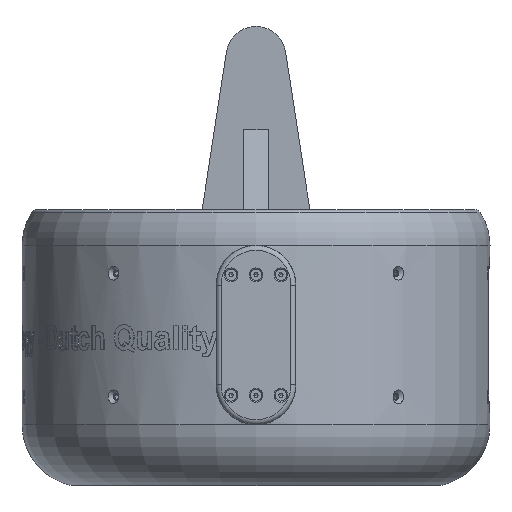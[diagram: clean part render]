
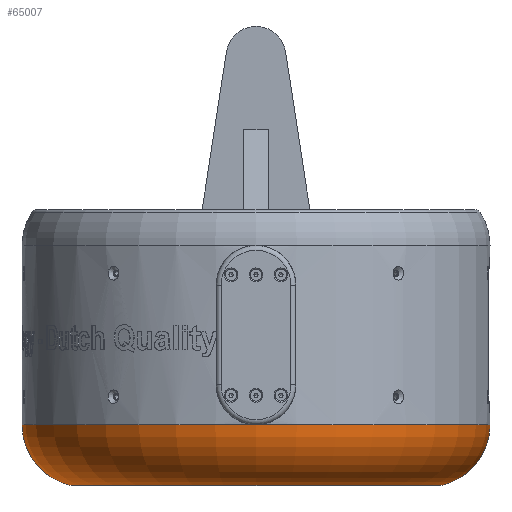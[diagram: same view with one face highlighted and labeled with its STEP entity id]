
A CAD part, front view. The second image highlights one B-rep face of the part: STEP entity #65007.
In plain terms, the highlighted toroidal (fillet/blend) face has major radius 172.594 mm and minor radius 62.406 mm.
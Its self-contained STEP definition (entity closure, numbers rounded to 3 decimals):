
#4070 = CARTESIAN_POINT ( 'NONE',  ( 0., -366.073, -90. ) ) ;
#5076 = ORIENTED_EDGE ( 'NONE', *, *, #90435, .T. ) ;
#5911 = CARTESIAN_POINT ( 'NONE',  ( 185.766, -366.073, -151. ) ) ;
#9322 = DIRECTION ( 'NONE',  ( 0., 0., 1. ) ) ;
#10439 = VERTEX_POINT ( 'NONE', #22423 ) ;
#11760 = VERTEX_POINT ( 'NONE', #46470 ) ;
#20529 = ORIENTED_EDGE ( 'NONE', *, *, #105169, .T. ) ;
#21481 = DIRECTION ( 'NONE',  ( 0., 0., -1. ) ) ;
#22024 = CIRCLE ( 'NONE', #81515, 235. ) ;
#22423 = CARTESIAN_POINT ( 'NONE',  ( -0.001, -131.073, -90. ) ) ;
#24268 = CIRCLE ( 'NONE', #85397, 235. ) ;
#27230 = DIRECTION ( 'NONE',  ( -1., 0., 0. ) ) ;
#30053 = DIRECTION ( 'NONE',  ( 1., 0., 0. ) ) ;
#34635 = CIRCLE ( 'NONE', #94048, 185.766 ) ;
#36300 = VERTEX_POINT ( 'NONE', #90393 ) ;
#42273 = ORIENTED_EDGE ( 'NONE', *, *, #92168, .T. ) ;
#43199 = DIRECTION ( 'NONE',  ( 0., 0., -1. ) ) ;
#44340 = AXIS2_PLACEMENT_3D ( 'NONE', #87920, #78877, #79930 ) ;
#46470 = CARTESIAN_POINT ( 'NONE',  ( 0., -131.073, -90. ) ) ;
#49674 = CARTESIAN_POINT ( 'NONE',  ( 0., -366.073, -151. ) ) ;
#51066 = ORIENTED_EDGE ( 'NONE', *, *, #98947, .T. ) ;
#51953 = DIRECTION ( 'NONE',  ( 0., 0., 1. ) ) ;
#64638 = TOROIDAL_SURFACE ( 'NONE', #84952, 172.594, 62.406 ) ;
#65007 = ADVANCED_FACE ( 'NONE', ( #102886, #78432 ), #64638, .T. ) ;
#77862 = DIRECTION ( 'NONE',  ( -1., 0., 0. ) ) ;
#78432 = FACE_OUTER_BOUND ( 'NONE', #92024, .T. ) ;
#78877 = DIRECTION ( 'NONE',  ( 0., 0., -1. ) ) ;
#79930 = DIRECTION ( 'NONE',  ( -1., 0., 0. ) ) ;
#81515 = AXIS2_PLACEMENT_3D ( 'NONE', #84648, #43199, #27230 ) ;
#82102 = DIRECTION ( 'NONE',  ( 1., 0., 0. ) ) ;
#84648 = CARTESIAN_POINT ( 'NONE',  ( 0., -366.073, -90. ) ) ;
#84952 = AXIS2_PLACEMENT_3D ( 'NONE', #85922, #51953, #30053 ) ;
#85397 = AXIS2_PLACEMENT_3D ( 'NONE', #4070, #21481, #77862 ) ;
#85922 = CARTESIAN_POINT ( 'NONE',  ( 0., -366.073, -90. ) ) ;
#86662 = VERTEX_POINT ( 'NONE', #5911 ) ;
#87920 = CARTESIAN_POINT ( 'NONE',  ( 0., -366.073, -90. ) ) ;
#90181 = CIRCLE ( 'NONE', #44340, 235. ) ;
#90393 = CARTESIAN_POINT ( 'NONE',  ( 0., -601.073, -90. ) ) ;
#90435 = EDGE_CURVE ( 'NONE', #10439, #11760, #22024, .T. ) ;
#90460 = EDGE_LOOP ( 'NONE', ( #51066, #42273, #5076 ) ) ;
#92024 = EDGE_LOOP ( 'NONE', ( #20529 ) ) ;
#92168 = EDGE_CURVE ( 'NONE', #36300, #10439, #90181, .T. ) ;
#94048 = AXIS2_PLACEMENT_3D ( 'NONE', #49674, #9322, #82102 ) ;
#98947 = EDGE_CURVE ( 'NONE', #11760, #36300, #24268, .T. ) ;
#102886 = FACE_OUTER_BOUND ( 'NONE', #90460, .T. ) ;
#105169 = EDGE_CURVE ( 'NONE', #86662, #86662, #34635, .T. ) ;
